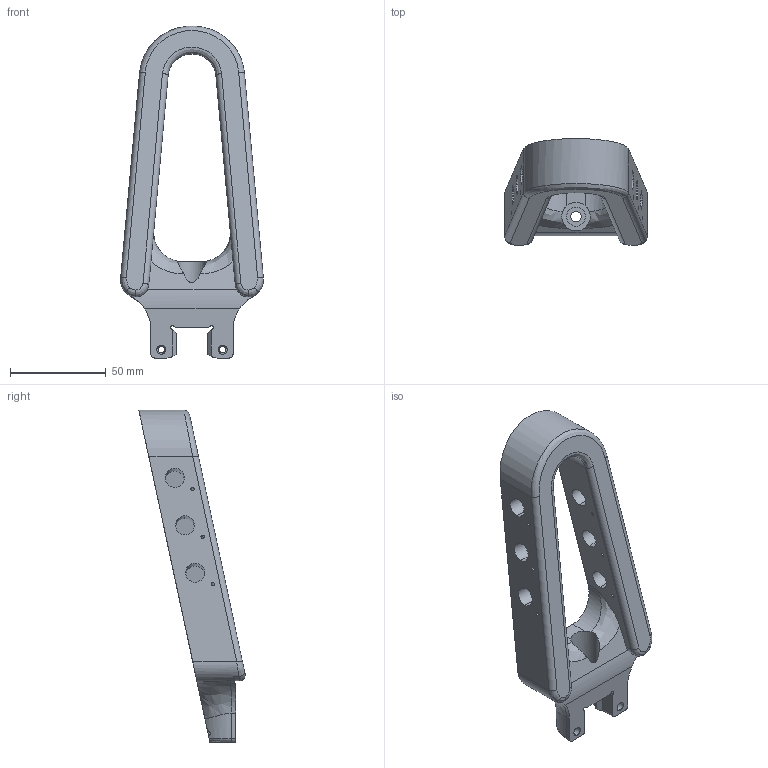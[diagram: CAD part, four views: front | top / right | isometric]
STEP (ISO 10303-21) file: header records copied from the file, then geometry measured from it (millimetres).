
FILE_DESCRIPTION(/* description */ ('STEP AP242','CAx-IF Rec.Pracs.---Representation and Presentation of Product Manufacturing Information (PMI)---4.0---2014-10-13','CAx-IF Rec.Pracs.---3D Tessellated Geometry---0.4---2014-09-14','2;1'),/* implementation_level */ '2;1');
FILE_NAME(/* name */ '685f95407e6d5676ec28a4d3',/* time_stamp */ '2025-06-28T07:09:53Z',/* author */ (''),/* organization */ (''),/* preprocessor_version */ 'ST-DEVELOPER v20',/* originating_system */ 'ONSHAPE BY PTC INC, 1.200',/* authorisation */ ' ');
FILE_SCHEMA (('AP242_MANAGED_MODEL_BASED_3D_ENGINEERING_MIM_LF { 1 0 10303 442 1 1 4 }'));
Length unit declared in the file: millimetre
Products named in the file (1): Loop Head
Bounding box: 74.77 x 55.67 x 173.82 mm (x, y, z)
Volume: 136413.7 mm3; surface area: 33391 mm2
Topology: 1 solids, 1 shells, 118 faces, 337 edges, 221 vertices
Faces by surface type: cylinder 73, plane 28, bspline 15, torus 2
Entity records: 4452 total; most frequent: CARTESIAN_POINT 1251, DIRECTION 679, ORIENTED_EDGE 674, EDGE_CURVE 337, AXIS2_PLACEMENT_3D 275, VERTEX_POINT 221, EDGE_LOOP 150, FACE_BOUND 150
